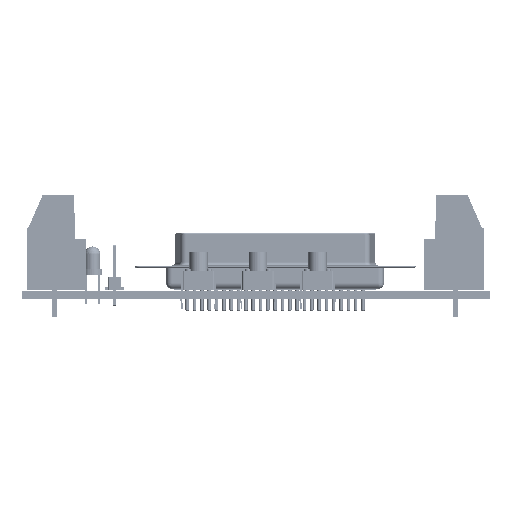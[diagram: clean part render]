
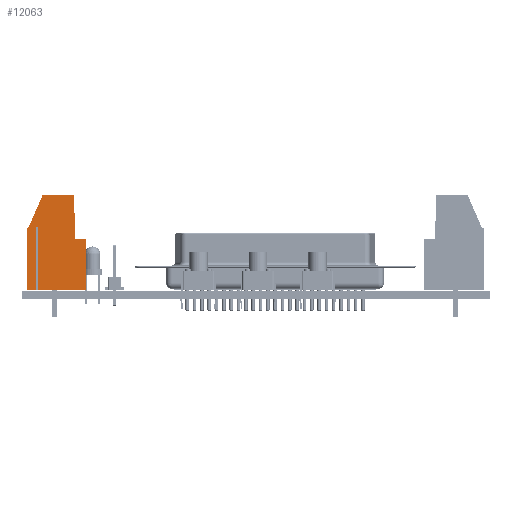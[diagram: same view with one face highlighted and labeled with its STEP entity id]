
A CAD part, front view. The second image highlights one B-rep face of the part: STEP entity #12063.
In plain terms, the highlighted face is planar.
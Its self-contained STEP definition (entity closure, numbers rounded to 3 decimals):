
#11566 = VERTEX_POINT('',#11567);
#11567 = CARTESIAN_POINT('',(7.62,-2.283,18.));
#11573 = EDGE_CURVE('',#11566,#11574,#11576,.T.);
#11574 = VERTEX_POINT('',#11575);
#11575 = CARTESIAN_POINT('',(7.62,-4.983,11.8));
#11576 = LINE('',#11577,#11578);
#11577 = CARTESIAN_POINT('',(7.62,-2.283,18.));
#11578 = VECTOR('',#11579,1.);
#11579 = DIRECTION('',(0.,-0.399,-0.917));
#11598 = VERTEX_POINT('',#11599);
#11599 = CARTESIAN_POINT('',(7.62,3.644,18.));
#11605 = EDGE_CURVE('',#11598,#11566,#11606,.T.);
#11606 = LINE('',#11607,#11608);
#11607 = CARTESIAN_POINT('',(7.62,5.917,18.));
#11608 = VECTOR('',#11609,1.);
#11609 = DIRECTION('',(0.,-1.,0.));
#11643 = EDGE_CURVE('',#11598,#11644,#11646,.T.);
#11644 = VERTEX_POINT('',#11645);
#11645 = CARTESIAN_POINT('',(7.62,3.92,9.8));
#11646 = LINE('',#11647,#11648);
#11647 = CARTESIAN_POINT('',(7.62,3.644,18.));
#11648 = VECTOR('',#11649,1.);
#11649 = DIRECTION('',(0.,0.034,-0.999));
#11667 = EDGE_CURVE('',#11644,#11668,#11670,.T.);
#11668 = VERTEX_POINT('',#11669);
#11669 = CARTESIAN_POINT('',(7.62,5.917,9.8));
#11670 = LINE('',#11671,#11672);
#11671 = CARTESIAN_POINT('',(7.62,3.92,9.8));
#11672 = VECTOR('',#11673,1.);
#11673 = DIRECTION('',(0.,1.,0.));
#11692 = VERTEX_POINT('',#11693);
#11693 = CARTESIAN_POINT('',(7.62,5.917,0.));
#11699 = EDGE_CURVE('',#11692,#11668,#11700,.T.);
#11700 = LINE('',#11701,#11702);
#11701 = CARTESIAN_POINT('',(7.62,5.917,0.));
#11702 = VECTOR('',#11703,1.);
#11703 = DIRECTION('',(0.,0.,1.));
#11739 = EDGE_CURVE('',#11740,#11692,#11742,.T.);
#11740 = VERTEX_POINT('',#11741);
#11741 = CARTESIAN_POINT('',(7.62,-3.205,0.));
#11742 = LINE('',#11743,#11744);
#11743 = CARTESIAN_POINT('',(7.62,-5.283,0.));
#11744 = VECTOR('',#11745,1.);
#11745 = DIRECTION('',(0.,1.,0.));
#11764 = VERTEX_POINT('',#11765);
#11765 = CARTESIAN_POINT('',(7.62,-3.562,0.));
#11771 = EDGE_CURVE('',#11772,#11764,#11774,.T.);
#11772 = VERTEX_POINT('',#11773);
#11773 = CARTESIAN_POINT('',(7.62,-5.283,0.));
#11774 = LINE('',#11775,#11776);
#11775 = CARTESIAN_POINT('',(7.62,-5.283,0.));
#11776 = VECTOR('',#11777,1.);
#11777 = DIRECTION('',(0.,1.,0.));
#11928 = VERTEX_POINT('',#11929);
#11929 = CARTESIAN_POINT('',(7.62,-5.283,11.8));
#11935 = EDGE_CURVE('',#11928,#11772,#11936,.T.);
#11936 = LINE('',#11937,#11938);
#11937 = CARTESIAN_POINT('',(7.62,-5.283,18.));
#11938 = VECTOR('',#11939,1.);
#11939 = DIRECTION('',(0.,0.,-1.));
#12051 = EDGE_CURVE('',#11574,#11928,#12052,.T.);
#12052 = LINE('',#12053,#12054);
#12053 = CARTESIAN_POINT('',(7.62,-4.983,11.8));
#12054 = VECTOR('',#12055,1.);
#12055 = DIRECTION('',(0.,-1.,0.));
#12063 = ADVANCED_FACE('',(#12064),#12097,.T.);
#12064 = FACE_BOUND('',#12065,.T.);
#12065 = EDGE_LOOP('',(#12066,#12067,#12068,#12069,#12070,#12078,#12086,
    #12092,#12093,#12094,#12095,#12096));
#12066 = ORIENTED_EDGE('',*,*,#11573,.T.);
#12067 = ORIENTED_EDGE('',*,*,#12051,.T.);
#12068 = ORIENTED_EDGE('',*,*,#11935,.T.);
#12069 = ORIENTED_EDGE('',*,*,#11771,.T.);
#12070 = ORIENTED_EDGE('',*,*,#12071,.T.);
#12071 = EDGE_CURVE('',#11764,#12072,#12074,.T.);
#12072 = VERTEX_POINT('',#12073);
#12073 = CARTESIAN_POINT('',(7.62,-3.562,12.));
#12074 = LINE('',#12075,#12076);
#12075 = CARTESIAN_POINT('',(7.62,-3.562,0.));
#12076 = VECTOR('',#12077,1.);
#12077 = DIRECTION('',(0.,0.,1.));
#12078 = ORIENTED_EDGE('',*,*,#12079,.T.);
#12079 = EDGE_CURVE('',#12072,#12080,#12082,.T.);
#12080 = VERTEX_POINT('',#12081);
#12081 = CARTESIAN_POINT('',(7.62,-3.205,12.));
#12082 = LINE('',#12083,#12084);
#12083 = CARTESIAN_POINT('',(7.62,-3.562,12.));
#12084 = VECTOR('',#12085,1.);
#12085 = DIRECTION('',(0.,1.,0.));
#12086 = ORIENTED_EDGE('',*,*,#12087,.F.);
#12087 = EDGE_CURVE('',#11740,#12080,#12088,.T.);
#12088 = LINE('',#12089,#12090);
#12089 = CARTESIAN_POINT('',(7.62,-3.205,0.));
#12090 = VECTOR('',#12091,1.);
#12091 = DIRECTION('',(0.,0.,1.));
#12092 = ORIENTED_EDGE('',*,*,#11739,.T.);
#12093 = ORIENTED_EDGE('',*,*,#11699,.T.);
#12094 = ORIENTED_EDGE('',*,*,#11667,.F.);
#12095 = ORIENTED_EDGE('',*,*,#11643,.F.);
#12096 = ORIENTED_EDGE('',*,*,#11605,.T.);
#12097 = PLANE('',#12098);
#12098 = AXIS2_PLACEMENT_3D('',#12099,#12100,#12101);
#12099 = CARTESIAN_POINT('',(7.62,0.317,9.));
#12100 = DIRECTION('',(1.,0.,0.));
#12101 = DIRECTION('',(0.,0.,1.));
